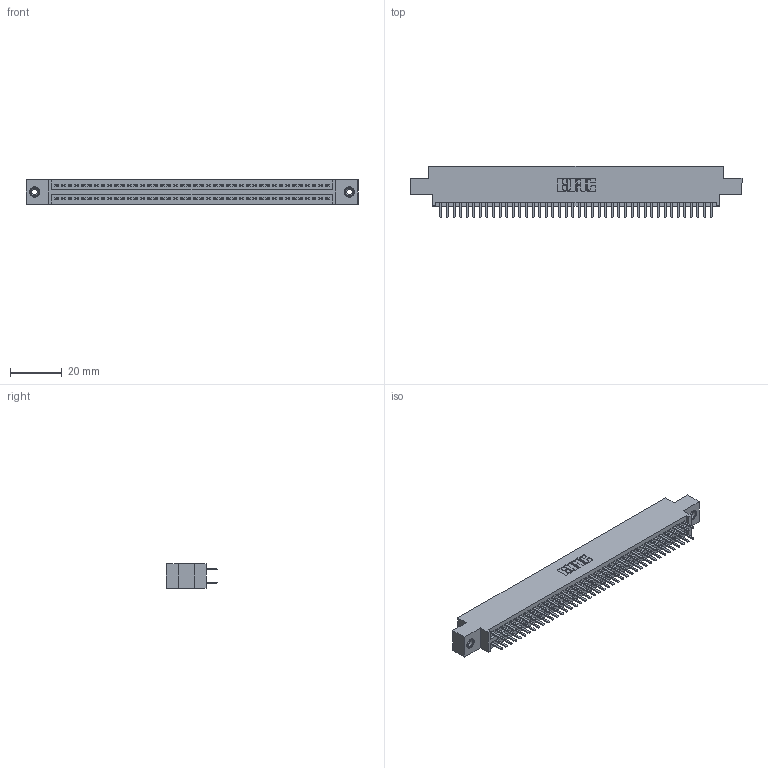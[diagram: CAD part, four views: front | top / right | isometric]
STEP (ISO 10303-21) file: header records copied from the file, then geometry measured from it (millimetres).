
FILE_DESCRIPTION (( 'STEP AP203' ), '1' );
FILE_NAME ('395-084-520-808.STEP', '2018-11-28T10:59:07', ( '' ), ( '' ), 'SwSTEP 2.0', 'SolidWorks 2016', '' );
FILE_SCHEMA (( 'CONFIG_CONTROL_DESIGN' ));
Length unit declared in the file: inch
Products named in the file (4): 395-084-520-808; 345 Part_0.170 Offset - 0.156 Dia-TI; 345-250-001_345-250-003-102; 345-292-001_345-293-120
Assembly tree (87 placements, depth 2):
  395-084-520-808
    345 Part_0.170 Offset - 0.156 Dia-TI
    345-292-001_345-293-120  x84
    345-250-001_345-250-003-102  x2
Bounding box: 127.89 x 19.68 x 9.4 mm (x, y, z)
Volume: 12266.4 mm3; surface area: 18210.2 mm2
Topology: 87 solids, 87 shells, 4726 faces, 13677 edges, 8886 vertices
Faces by surface type: plane 3056, cylinder 1654, cone 12, torus 4
Entity records: 34386 total; most frequent: CARTESIAN_POINT 5759, ORIENTED_EDGE 5674, DIRECTION 5091, EDGE_CURVE 2837, VECTOR 2513, LINE 2513, VERTEX_POINT 1884, AXIS2_PLACEMENT_3D 1289
